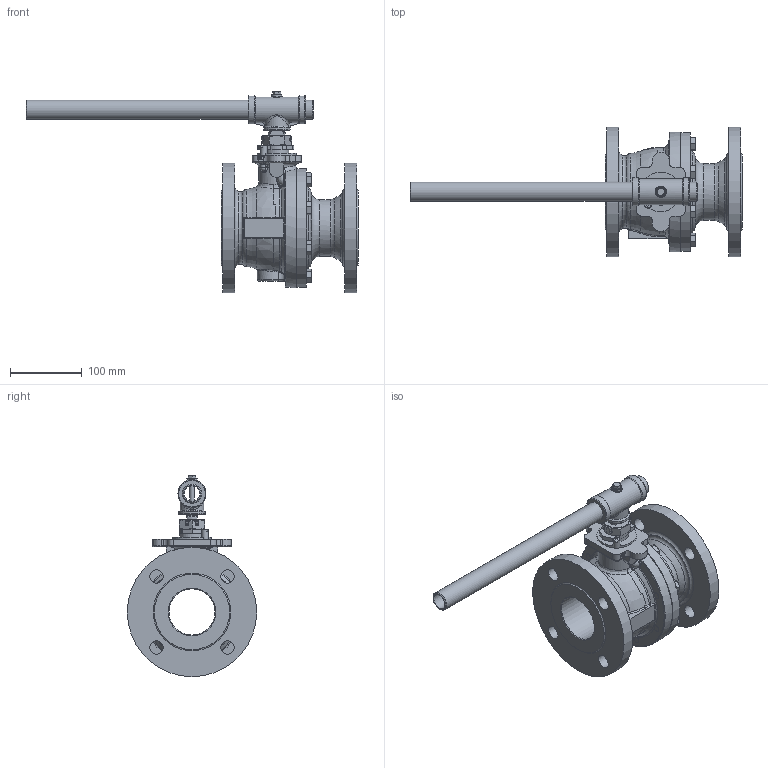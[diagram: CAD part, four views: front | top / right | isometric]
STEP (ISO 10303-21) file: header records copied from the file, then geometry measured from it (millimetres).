
FILE_DESCRIPTION(/* description */ (''),/* implementation_level */ '2;1');
FILE_NAME(/* name */ 'GS-F819-25-CL150-W-A-1.stp',/* time_stamp */ '2019-09-18T15:23:30+01:00',/* author */ ('jaday'),/* organization */ (''),/* preprocessor_version */ 'ST-DEVELOPER v16.1',/* originating_system */ 'Autodesk Inventor 2016',/* authorisation */ '');
FILE_SCHEMA (('AUTOMOTIVE_DESIGN { 1 0 10303 214 3 1 1 }'));
Length unit declared in the file: millimetre
Products named in the file (1): GS-F819-25-CL150-W-A-1
Bounding box: 462.05 x 180 x 280.14 mm (x, y, z)
Volume: 2274567.3 mm3; surface area: 325228.6 mm2
Topology: 1 solids, 1 shells, 758 faces, 1978 edges, 1250 vertices
Faces by surface type: plane 287, bspline 188, cylinder 142, cone 85, torus 51, sphere 5
Full cylindrical faces by diameter (mm): 6 x1, 9 x1, 10 x8, 14 x1, 19 x8, 21.7 x1, 26.9 x2, 33.765 x1, 37 x1, 39 x2, 64.25 x1, 79.3 x1, 130 x1, 165.5 x1, 180 x2
Entity records: 27921 total; most frequent: CARTESIAN_POINT 10520, ORIENTED_EDGE 3736, DIRECTION 2943, EDGE_CURVE 1867, VERTEX_POINT 1211, AXIS2_PLACEMENT_3D 1111, EDGE_LOOP 901, FACE_OUTER_BOUND 756
